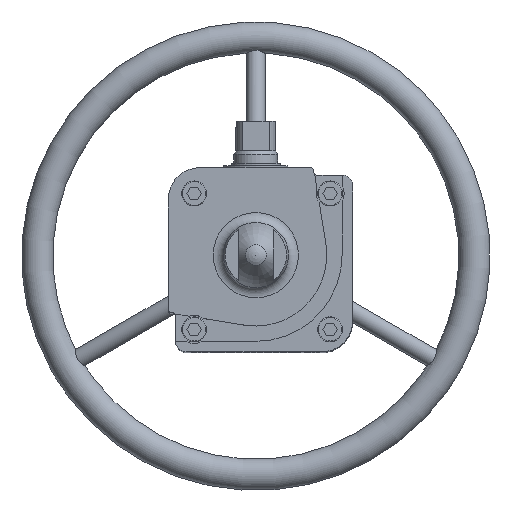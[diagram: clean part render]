
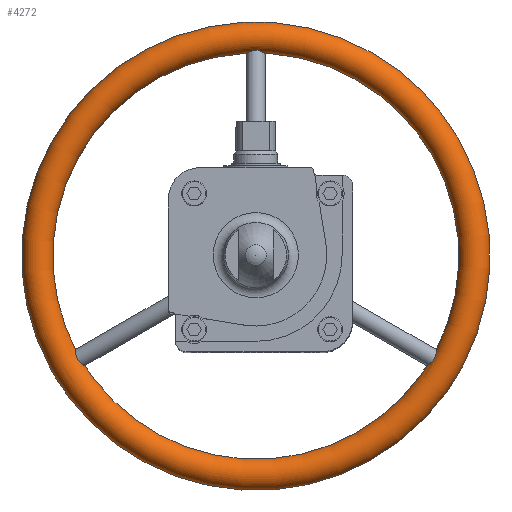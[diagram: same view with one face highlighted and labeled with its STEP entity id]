
A CAD part, top view. The second image highlights one B-rep face of the part: STEP entity #4272.
In plain terms, the highlighted toroidal (fillet/blend) face has major radius 140 mm and minor radius 10 mm.
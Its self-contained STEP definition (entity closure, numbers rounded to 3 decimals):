
#93=TOROIDAL_SURFACE('',#4625,140.,10.);
#107=B_SPLINE_CURVE_WITH_KNOTS('',3,(#6690,#6691,#6692,#6693,#6694,#6695,
#6696,#6697,#6698,#6699,#6700,#6701,#6702,#6703,#6704,#6705,#6706,#6707,
#6708,#6709,#6710,#6711),.UNSPECIFIED.,.T.,.F.,(1,1,1,1,1,1,1,1,1,1,1,1,
1,1,1,1,1,1,1,1,1,1,1,1,1,1),(-0.007,-0.005,
-0.002,0.,0.002,0.004,0.005,
0.006,0.007,0.009,0.01,
0.012,0.015,0.017,0.02,
0.022,0.025,0.027,0.03,
0.032,0.035,0.037,0.04,
0.042,0.044,0.045),.UNSPECIFIED.);
#108=B_SPLINE_CURVE_WITH_KNOTS('',3,(#6713,#6714,#6715,#6716,#6717,#6718,
#6719,#6720,#6721,#6722,#6723,#6724,#6725,#6726,#6727,#6728,#6729,#6730,
#6731,#6732,#6733,#6734,#6735),.UNSPECIFIED.,.T.,.F.,(1,1,1,1,1,1,1,1,1,
1,1,1,1,1,1,1,1,1,1,1,1,1,1,1,1,1,1),(-0.007,-0.005,
-0.002,0.,0.002,0.004,0.005,
0.006,0.007,0.009,0.01,
0.011,0.012,0.015,0.017,
0.02,0.022,0.025,0.027,
0.03,0.032,0.035,0.037,
0.04,0.042,0.043,0.045),
 .UNSPECIFIED.);
#109=B_SPLINE_CURVE_WITH_KNOTS('',3,(#6737,#6738,#6739,#6740,#6741,#6742,
#6743,#6744,#6745,#6746,#6747,#6748,#6749,#6750,#6751,#6752,#6753,#6754,
#6755,#6756,#6757),.UNSPECIFIED.,.T.,.F.,(1,1,1,1,1,1,1,1,1,1,1,1,1,1,1,
1,1,1,1,1,1,1,1,1,1),(-0.004,-0.002,-0.001,
0.,0.002,0.005,0.007,0.01,
0.012,0.015,0.017,0.02,
0.022,0.025,0.027,0.03,
0.032,0.035,0.036,0.037,
0.039,0.04,0.042,0.045,
0.047),.UNSPECIFIED.);
#1162=ORIENTED_EDGE('',*,*,#2274,.F.);
#1163=ORIENTED_EDGE('',*,*,#2275,.T.);
#1164=ORIENTED_EDGE('',*,*,#2276,.T.);
#2274=EDGE_CURVE('',#2820,#2820,#107,.T.);
#2275=EDGE_CURVE('',#2821,#2821,#108,.T.);
#2276=EDGE_CURVE('',#2822,#2822,#109,.T.);
#2820=VERTEX_POINT('',#6712);
#2821=VERTEX_POINT('',#6736);
#2822=VERTEX_POINT('',#6758);
#3382=EDGE_LOOP('',(#1162));
#3383=EDGE_LOOP('',(#1163));
#3384=EDGE_LOOP('',(#1164));
#3786=FACE_BOUND('',#3382,.T.);
#3787=FACE_BOUND('',#3383,.T.);
#3788=FACE_BOUND('',#3384,.T.);
#4272=ADVANCED_FACE('',(#3786,#3787,#3788),#93,.T.);
#4625=AXIS2_PLACEMENT_3D('',#6689,#5274,#5275);
#5274=DIRECTION('',(0.,0.,-1.));
#5275=DIRECTION('',(-1.,0.,0.));
#6689=CARTESIAN_POINT('',(0.,0.,-255.8));
#6690=CARTESIAN_POINT('',(-5.837,129.967,-257.789));
#6691=CARTESIAN_POINT('',(-4.767,130.746,-259.976));
#6692=CARTESIAN_POINT('',(-3.488,131.627,-261.387));
#6693=CARTESIAN_POINT('',(-2.206,132.324,-262.244));
#6694=CARTESIAN_POINT('',(-1.092,132.751,-262.695));
#6695=CARTESIAN_POINT('',(0.18,132.901,-262.84));
#6696=CARTESIAN_POINT('',(1.416,132.651,-262.595));
#6697=CARTESIAN_POINT('',(2.484,132.185,-262.083));
#6698=CARTESIAN_POINT('',(3.705,131.484,-261.181));
#6699=CARTESIAN_POINT('',(4.949,130.615,-259.701));
#6700=CARTESIAN_POINT('',(5.931,129.899,-257.46));
#6701=CARTESIAN_POINT('',(6.119,129.788,-254.876));
#6702=CARTESIAN_POINT('',(5.239,130.369,-252.514));
#6703=CARTESIAN_POINT('',(3.466,131.233,-250.848));
#6704=CARTESIAN_POINT('',(1.115,131.848,-250.012));
#6705=CARTESIAN_POINT('',(-1.459,131.797,-250.074));
#6706=CARTESIAN_POINT('',(-3.75,131.118,-251.03));
#6707=CARTESIAN_POINT('',(-5.417,130.262,-252.799));
#6708=CARTESIAN_POINT('',(-6.154,129.759,-255.227));
#6709=CARTESIAN_POINT('',(-5.837,129.967,-257.789));
#6710=CARTESIAN_POINT('',(-4.767,130.746,-259.976));
#6711=CARTESIAN_POINT('',(-3.488,131.627,-261.387));
#6712=CARTESIAN_POINT('',(-4.689,130.792,-259.894));
#6713=CARTESIAN_POINT('',(109.285,-70.205,-256.14));
#6714=CARTESIAN_POINT('',(109.992,-69.879,-258.621));
#6715=CARTESIAN_POINT('',(111.148,-69.365,-260.275));
#6716=CARTESIAN_POINT('',(112.289,-68.792,-261.38));
#6717=CARTESIAN_POINT('',(113.19,-68.271,-262.054));
#6718=CARTESIAN_POINT('',(114.128,-67.589,-262.576));
#6719=CARTESIAN_POINT('',(114.973,-66.655,-262.837));
#6720=CARTESIAN_POINT('',(115.497,-65.484,-262.71));
#6721=CARTESIAN_POINT('',(115.695,-64.303,-262.269));
#6722=CARTESIAN_POINT('',(115.729,-63.207,-261.635));
#6723=CARTESIAN_POINT('',(115.674,-61.893,-260.605));
#6724=CARTESIAN_POINT('',(115.537,-60.529,-258.99));
#6725=CARTESIAN_POINT('',(115.444,-59.603,-256.601));
#6726=CARTESIAN_POINT('',(115.485,-59.814,-254.017));
#6727=CARTESIAN_POINT('',(115.513,-61.249,-251.852));
#6728=CARTESIAN_POINT('',(115.236,-63.395,-250.468));
#6729=CARTESIAN_POINT('',(114.361,-65.757,-249.927));
#6730=CARTESIAN_POINT('',(112.826,-67.806,-250.308));
#6731=CARTESIAN_POINT('',(111.085,-69.227,-251.553));
#6732=CARTESIAN_POINT('',(109.707,-70.027,-253.578));
#6733=CARTESIAN_POINT('',(109.285,-70.205,-256.14));
#6734=CARTESIAN_POINT('',(109.992,-69.879,-258.621));
#6735=CARTESIAN_POINT('',(111.148,-69.365,-260.275));
#6736=CARTESIAN_POINT('',(110.105,-69.831,-258.538));
#6737=CARTESIAN_POINT('',(-114.276,-67.46,-262.64));
#6738=CARTESIAN_POINT('',(-113.022,-68.415,-261.983));
#6739=CARTESIAN_POINT('',(-111.517,-69.193,-260.753));
#6740=CARTESIAN_POINT('',(-110.072,-69.845,-258.778));
#6741=CARTESIAN_POINT('',(-109.307,-70.193,-256.35));
#6742=CARTESIAN_POINT('',(-109.627,-70.066,-253.776));
#6743=CARTESIAN_POINT('',(-110.953,-69.314,-251.686));
#6744=CARTESIAN_POINT('',(-112.688,-67.941,-250.377));
#6745=CARTESIAN_POINT('',(-114.257,-65.943,-249.924));
#6746=CARTESIAN_POINT('',(-115.191,-63.585,-250.391));
#6747=CARTESIAN_POINT('',(-115.506,-61.405,-251.71));
#6748=CARTESIAN_POINT('',(-115.491,-59.896,-253.804));
#6749=CARTESIAN_POINT('',(-115.443,-59.57,-256.386));
#6750=CARTESIAN_POINT('',(-115.526,-60.422,-258.81));
#6751=CARTESIAN_POINT('',(-115.685,-62.008,-260.782));
#6752=CARTESIAN_POINT('',(-115.76,-63.728,-262.016));
#6753=CARTESIAN_POINT('',(-115.547,-65.287,-262.655));
#6754=CARTESIAN_POINT('',(-115.086,-66.475,-262.844));
#6755=CARTESIAN_POINT('',(-114.276,-67.46,-262.64));
#6756=CARTESIAN_POINT('',(-113.022,-68.415,-261.983));
#6757=CARTESIAN_POINT('',(-111.517,-69.193,-260.753));
#6758=CARTESIAN_POINT('',(-113.34,-68.149,-262.12));
